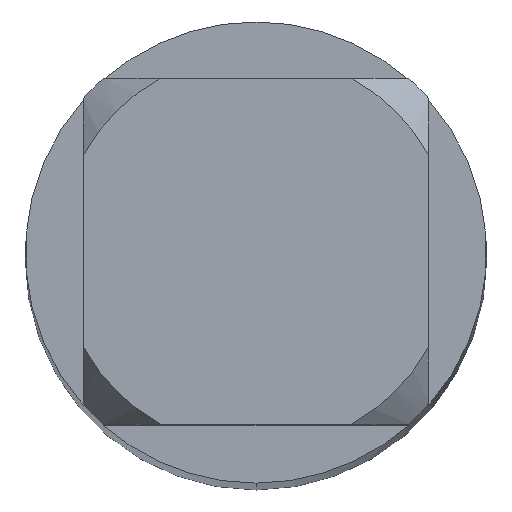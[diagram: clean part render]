
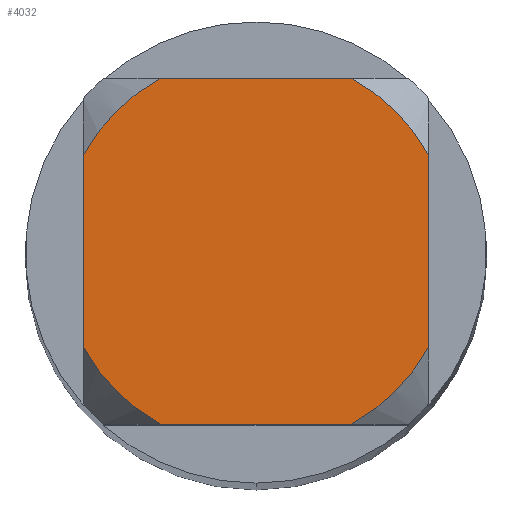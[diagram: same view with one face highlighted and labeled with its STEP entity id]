
A CAD part, top view. The second image highlights one B-rep face of the part: STEP entity #4032.
In plain terms, the highlighted planar face has unit normal (0, 0, 1).
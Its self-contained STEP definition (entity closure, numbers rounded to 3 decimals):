
#1872=EDGE_CURVE('',#2526,#2306,#5500,.T.);
#2168=EDGE_CURVE('',#3984,#3966,#5822,.T.);
#2306=VERTEX_POINT('',#5971);
#2502=VERTEX_POINT('',#6181);
#2526=VERTEX_POINT('',#6206);
#3130=VERTEX_POINT('',#6884);
#3318=EDGE_CURVE('',#2526,#5112,#7085,.T.);
#3476=EDGE_CURVE('',#2502,#3130,#7257,.T.);
#3612=EDGE_CURVE('',#3772,#3130,#7402,.T.);
#3772=VERTEX_POINT('',#7577);
#3966=VERTEX_POINT('',#7786);
#3984=VERTEX_POINT('',#7806);
#4032=ADVANCED_FACE('',(#7859),#7860,.T.);
#4318=EDGE_CURVE('',#3984,#5112,#8171,.T.);
#4720=EDGE_CURVE('',#2502,#3966,#8603,.T.);
#4818=EDGE_CURVE('',#3772,#2306,#8707,.T.);
#5112=VERTEX_POINT('',#9027);
#5500=CIRCLE('',#9481,1.2);
#5822=LINE('',#10238,#10239);
#5971=CARTESIAN_POINT('',(-1.05,-0.581,0.0));
#6181=CARTESIAN_POINT('',(0.581,1.05,0.0));
#6206=CARTESIAN_POINT('',(-0.581,-1.05,0.0));
#6884=CARTESIAN_POINT('',(-0.581,1.05,0.0));
#7085=LINE('',#12827,#12828);
#7257=LINE('',#13151,#13152);
#7402=CIRCLE('',#13482,1.2);
#7577=CARTESIAN_POINT('',(-1.05,0.581,0.0));
#7786=CARTESIAN_POINT('',(1.05,0.581,0.0));
#7806=CARTESIAN_POINT('',(1.05,-0.581,0.0));
#7859=FACE_OUTER_BOUND('',#14481,.T.);
#7860=PLANE('',#14482);
#8171=CIRCLE('',#15101,1.2);
#8603=CIRCLE('',#16059,1.2);
#8707=LINE('',#16676,#16677);
#9027=CARTESIAN_POINT('',(0.581,-1.05,0.0));
#9481=AXIS2_PLACEMENT_3D('',#18620,#18621,#18622);
#10238=CARTESIAN_POINT('',(1.05,0.3,0.0));
#10239=VECTOR('',#18935,1.0);
#12827=CARTESIAN_POINT('',(0.0,-1.05,0.0));
#12828=VECTOR('',#20291,1.0);
#13151=CARTESIAN_POINT('',(0.0,1.05,0.0));
#13152=VECTOR('',#20462,1.0);
#13482=AXIS2_PLACEMENT_3D('',#20594,#20595,#20596);
#14481=EDGE_LOOP('',(#21073,#21074,#21075,#21076,#21077,#21078,#21079,#21080));
#14482=AXIS2_PLACEMENT_3D('',#21081,#21082,#21083);
#15101=AXIS2_PLACEMENT_3D('',#21400,#21401,#21402);
#16059=AXIS2_PLACEMENT_3D('',#21808,#21809,#21810);
#16676=CARTESIAN_POINT('',(-1.05,0.3,0.0));
#16677=VECTOR('',#22051,1.0);
#18620=CARTESIAN_POINT('',(0.0,0.0,0.0));
#18621=DIRECTION('',(0.0,0.0,-1.0));
#18622=DIRECTION('',(0.0,1.0,0.0));
#18935=DIRECTION('',(-0.0,1.0,0.0));
#20291=DIRECTION('',(1.0,0.0,0.0));
#20462=DIRECTION('',(-1.0,0.0,0.0));
#20594=CARTESIAN_POINT('',(0.0,0.0,0.0));
#20595=DIRECTION('',(0.0,0.0,-1.0));
#20596=DIRECTION('',(0.0,1.0,0.0));
#21073=ORIENTED_EDGE('',*,*,#4818,.T.);
#21074=ORIENTED_EDGE('',*,*,#1872,.F.);
#21075=ORIENTED_EDGE('',*,*,#3318,.T.);
#21076=ORIENTED_EDGE('',*,*,#4318,.F.);
#21077=ORIENTED_EDGE('',*,*,#2168,.T.);
#21078=ORIENTED_EDGE('',*,*,#4720,.F.);
#21079=ORIENTED_EDGE('',*,*,#3476,.T.);
#21080=ORIENTED_EDGE('',*,*,#3612,.F.);
#21081=CARTESIAN_POINT('',(0.0,0.6,0.0));
#21082=DIRECTION('',(-0.0,0.0,1.0));
#21083=DIRECTION('',(0.0,-1.0,0.0));
#21400=CARTESIAN_POINT('',(0.0,0.0,0.0));
#21401=DIRECTION('',(0.0,0.0,-1.0));
#21402=DIRECTION('',(0.0,1.0,0.0));
#21808=CARTESIAN_POINT('',(0.0,0.0,0.0));
#21809=DIRECTION('',(0.0,0.0,-1.0));
#21810=DIRECTION('',(0.0,1.0,0.0));
#22051=DIRECTION('',(-0.0,-1.0,0.0));
